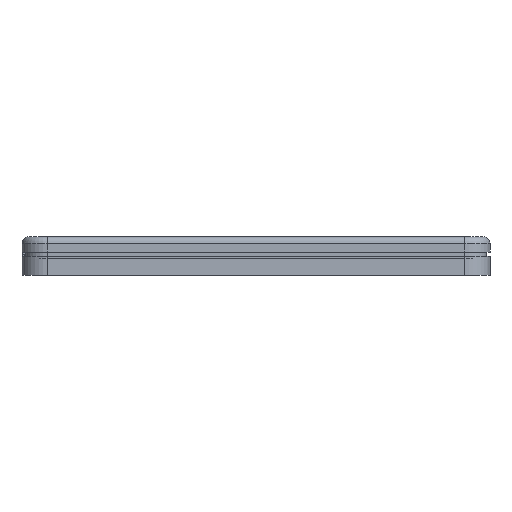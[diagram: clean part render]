
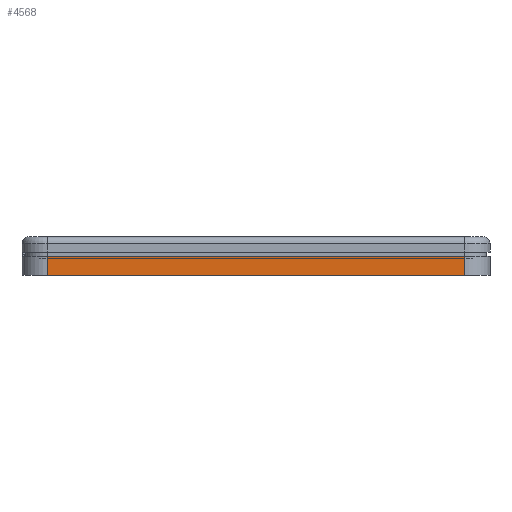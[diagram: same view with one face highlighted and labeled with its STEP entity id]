
A CAD part, left-side view. The second image highlights one B-rep face of the part: STEP entity #4568.
In plain terms, the highlighted planar face has unit normal (-1, 0, 0).
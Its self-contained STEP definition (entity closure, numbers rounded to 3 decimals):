
#646=FACE_OUTER_BOUND('',#979,.T.);
#979=EDGE_LOOP('',(#3897,#3898,#3899,#3900));
#1428=LINE('',#7538,#1836);
#1437=LINE('',#7565,#1845);
#1438=LINE('',#7569,#1846);
#1439=LINE('',#7570,#1847);
#1836=VECTOR('',#6147,10.);
#1845=VECTOR('',#6176,7.);
#1846=VECTOR('',#6181,10.);
#1847=VECTOR('',#6182,10.);
#2230=VERTEX_POINT('',#7535);
#2231=VERTEX_POINT('',#7537);
#2239=VERTEX_POINT('',#7564);
#2240=VERTEX_POINT('',#7568);
#2798=EDGE_CURVE('',#2231,#2230,#1428,.T.);
#2811=EDGE_CURVE('',#2231,#2239,#1437,.T.);
#2813=EDGE_CURVE('',#2230,#2240,#1438,.T.);
#2814=EDGE_CURVE('',#2239,#2240,#1439,.T.);
#3897=ORIENTED_EDGE('',*,*,#2798,.T.);
#3898=ORIENTED_EDGE('',*,*,#2813,.T.);
#3899=ORIENTED_EDGE('',*,*,#2814,.F.);
#3900=ORIENTED_EDGE('',*,*,#2811,.F.);
#4339=PLANE('',#5006);
#4568=ADVANCED_FACE('',(#646),#4339,.T.);
#5006=AXIS2_PLACEMENT_3D('',#7567,#6179,#6180);
#6147=DIRECTION('',(0.,1.,0.));
#6176=DIRECTION('',(0.,0.,-1.));
#6179=DIRECTION('center_axis',(-1.,0.,0.));
#6180=DIRECTION('ref_axis',(0.,1.,0.));
#6181=DIRECTION('',(0.,0.,-1.));
#6182=DIRECTION('',(0.,1.,0.));
#7535=CARTESIAN_POINT('',(-109.,56.85,2.6));
#7537=CARTESIAN_POINT('',(-109.,-59.25,2.6));
#7538=CARTESIAN_POINT('',(-109.,-30.225,2.6));
#7564=CARTESIAN_POINT('',(-109.,-59.25,-2.7));
#7565=CARTESIAN_POINT('',(-109.,-59.25,3.));
#7567=CARTESIAN_POINT('Origin',(-109.,-59.25,3.));
#7568=CARTESIAN_POINT('',(-109.,56.85,-2.7));
#7569=CARTESIAN_POINT('',(-109.,56.85,3.));
#7570=CARTESIAN_POINT('',(-109.,27.825,-2.7));
